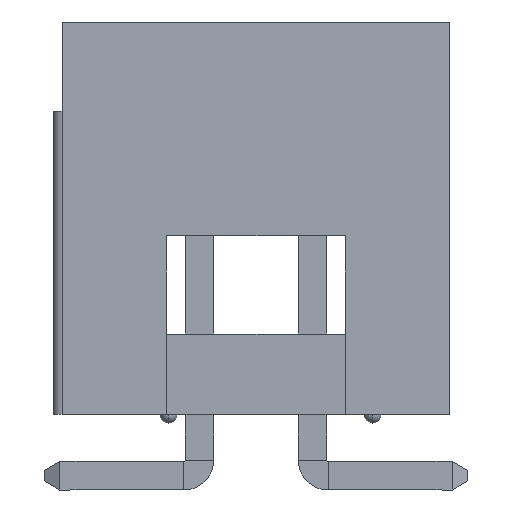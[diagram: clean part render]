
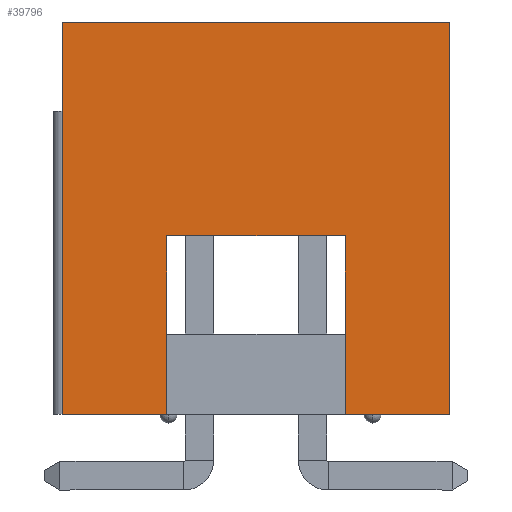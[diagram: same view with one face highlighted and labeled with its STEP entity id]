
A CAD part, left-side view. The second image highlights one B-rep face of the part: STEP entity #39796.
In plain terms, the highlighted planar face has unit normal (-1, 0, 0).
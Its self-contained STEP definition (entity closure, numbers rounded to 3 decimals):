
#292 = CARTESIAN_POINT ( 'NONE',  ( -16.5, -4.35, -8.8 ) ) ;
#2051 = VERTEX_POINT ( 'NONE', #17886 ) ;
#3089 = CARTESIAN_POINT ( 'NONE',  ( -16.5, 2., -4.8 ) ) ;
#3703 = DIRECTION ( 'NONE',  ( 0., -1., 0. ) ) ;
#3761 = CARTESIAN_POINT ( 'NONE',  ( -16.5, -2., -4.8 ) ) ;
#4646 = AXIS2_PLACEMENT_3D ( 'NONE', #12785, #29953, #36418 ) ;
#6276 = CARTESIAN_POINT ( 'NONE',  ( -16.5, -4.35, -8.8 ) ) ;
#7090 = VERTEX_POINT ( 'NONE', #22014 ) ;
#8141 = VERTEX_POINT ( 'NONE', #22395 ) ;
#8461 = ORIENTED_EDGE ( 'NONE', *, *, #18665, .T. ) ;
#8672 = VERTEX_POINT ( 'NONE', #35017 ) ;
#8837 = ORIENTED_EDGE ( 'NONE', *, *, #18520, .F. ) ;
#9995 = DIRECTION ( 'NONE',  ( 0., -1., 0. ) ) ;
#10331 = EDGE_LOOP ( 'NONE', ( #20025, #22892, #8837, #13666, #8461, #16183, #32494, #16818 ) ) ;
#10382 = VERTEX_POINT ( 'NONE', #3761 ) ;
#11092 = EDGE_CURVE ( 'NONE', #7090, #8672, #35963, .T. ) ;
#11845 = EDGE_CURVE ( 'NONE', #39685, #32133, #42378, .T. ) ;
#12148 = CARTESIAN_POINT ( 'NONE',  ( -16.5, 4.35, 0. ) ) ;
#12167 = CARTESIAN_POINT ( 'NONE',  ( -16.5, -4.35, 0. ) ) ;
#12313 = DIRECTION ( 'NONE',  ( 0., -1., 0. ) ) ;
#12619 = CARTESIAN_POINT ( 'NONE',  ( -16.5, -4.35, 0. ) ) ;
#12785 = CARTESIAN_POINT ( 'NONE',  ( -16.5, -4.35, -8.8 ) ) ;
#13219 = PLANE ( 'NONE',  #4646 ) ;
#13666 = ORIENTED_EDGE ( 'NONE', *, *, #11092, .T. ) ;
#13851 = LINE ( 'NONE', #33204, #20485 ) ;
#15176 = VECTOR ( 'NONE', #22951, 1000. ) ;
#16183 = ORIENTED_EDGE ( 'NONE', *, *, #11845, .F. ) ;
#16263 = FACE_OUTER_BOUND ( 'NONE', #10331, .T. ) ;
#16365 = VECTOR ( 'NONE', #27473, 1000. ) ;
#16646 = VERTEX_POINT ( 'NONE', #24792 ) ;
#16688 = VECTOR ( 'NONE', #17278, 1000. ) ;
#16818 = ORIENTED_EDGE ( 'NONE', *, *, #20125, .T. ) ;
#17278 = DIRECTION ( 'NONE',  ( 0., 0., 1. ) ) ;
#17886 = CARTESIAN_POINT ( 'NONE',  ( -16.5, 4.35, -8.8 ) ) ;
#18520 = EDGE_CURVE ( 'NONE', #7090, #10382, #41459, .T. ) ;
#18665 = EDGE_CURVE ( 'NONE', #8672, #32133, #40481, .T. ) ;
#20025 = ORIENTED_EDGE ( 'NONE', *, *, #32433, .F. ) ;
#20125 = EDGE_CURVE ( 'NONE', #2051, #8141, #33446, .T. ) ;
#20320 = CARTESIAN_POINT ( 'NONE',  ( -16.5, -4.35, -8.8 ) ) ;
#20485 = VECTOR ( 'NONE', #37048, 1000. ) ;
#21160 = CARTESIAN_POINT ( 'NONE',  ( -16.5, 2., -8.8 ) ) ;
#21286 = VECTOR ( 'NONE', #9995, 1000. ) ;
#22014 = CARTESIAN_POINT ( 'NONE',  ( -16.5, -2., -8.8 ) ) ;
#22395 = CARTESIAN_POINT ( 'NONE',  ( -16.5, 2., -8.8 ) ) ;
#22892 = ORIENTED_EDGE ( 'NONE', *, *, #26570, .F. ) ;
#22951 = DIRECTION ( 'NONE',  ( 0., 0., 1. ) ) ;
#24792 = CARTESIAN_POINT ( 'NONE',  ( -16.5, 2., -4.8 ) ) ;
#26570 = EDGE_CURVE ( 'NONE', #10382, #16646, #42170, .T. ) ;
#27473 = DIRECTION ( 'NONE',  ( 0., 0., -1. ) ) ;
#29684 = VECTOR ( 'NONE', #12313, 1000. ) ;
#29953 = DIRECTION ( 'NONE',  ( -1., 0., 0. ) ) ;
#31745 = CARTESIAN_POINT ( 'NONE',  ( -16.5, -2., -8.8 ) ) ;
#32133 = VERTEX_POINT ( 'NONE', #12167 ) ;
#32433 = EDGE_CURVE ( 'NONE', #16646, #8141, #40899, .T. ) ;
#32494 = ORIENTED_EDGE ( 'NONE', *, *, #39124, .F. ) ;
#33204 = CARTESIAN_POINT ( 'NONE',  ( -16.5, 4.35, -8.8 ) ) ;
#33446 = LINE ( 'NONE', #292, #36182 ) ;
#35017 = CARTESIAN_POINT ( 'NONE',  ( -16.5, -4.35, -8.8 ) ) ;
#35041 = VECTOR ( 'NONE', #42584, 1000. ) ;
#35963 = LINE ( 'NONE', #6276, #29684 ) ;
#36182 = VECTOR ( 'NONE', #3703, 1000. ) ;
#36418 = DIRECTION ( 'NONE',  ( 0., 0., 1. ) ) ;
#37048 = DIRECTION ( 'NONE',  ( 0., 0., 1. ) ) ;
#39124 = EDGE_CURVE ( 'NONE', #2051, #39685, #13851, .T. ) ;
#39685 = VERTEX_POINT ( 'NONE', #12148 ) ;
#39796 = ADVANCED_FACE ( 'NONE', ( #16263 ), #13219, .T. ) ;
#40481 = LINE ( 'NONE', #20320, #16688 ) ;
#40899 = LINE ( 'NONE', #21160, #16365 ) ;
#41459 = LINE ( 'NONE', #31745, #15176 ) ;
#42170 = LINE ( 'NONE', #3089, #35041 ) ;
#42378 = LINE ( 'NONE', #12619, #21286 ) ;
#42584 = DIRECTION ( 'NONE',  ( 0., 1., 0. ) ) ;
